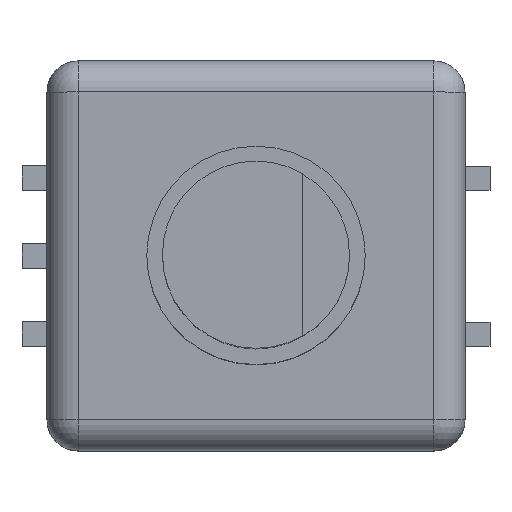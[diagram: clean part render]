
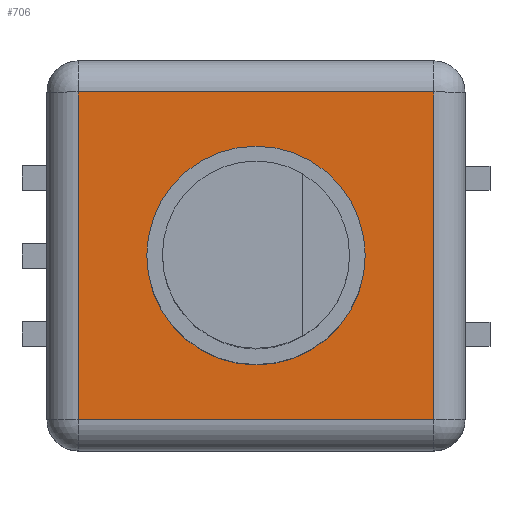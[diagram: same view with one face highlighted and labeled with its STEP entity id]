
A CAD part, top view. The second image highlights one B-rep face of the part: STEP entity #706.
In plain terms, the highlighted planar face has unit normal (0, 0, 1).
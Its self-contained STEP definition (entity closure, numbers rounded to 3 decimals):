
#259 = VERTEX_POINT('',#260);
#260 = CARTESIAN_POINT('',(1.8,2.75,6.5));
#267 = EDGE_CURVE('',#259,#268,#270,.T.);
#268 = VERTEX_POINT('',#269);
#269 = CARTESIAN_POINT('',(13.2,2.75,6.5));
#270 = LINE('',#271,#272);
#271 = CARTESIAN_POINT('',(0.8,2.75,6.5));
#272 = VECTOR('',#273,1.);
#273 = DIRECTION('',(1.,0.,0.));
#706 = ADVANCED_FACE('',(#707,#732),#743,.F.);
#707 = FACE_BOUND('',#708,.F.);
#708 = EDGE_LOOP('',(#709,#710,#718,#726));
#709 = ORIENTED_EDGE('',*,*,#267,.T.);
#710 = ORIENTED_EDGE('',*,*,#711,.T.);
#711 = EDGE_CURVE('',#268,#712,#714,.T.);
#712 = VERTEX_POINT('',#713);
#713 = CARTESIAN_POINT('',(13.2,-7.75,6.5));
#714 = LINE('',#715,#716);
#715 = CARTESIAN_POINT('',(13.2,3.75,6.5));
#716 = VECTOR('',#717,1.);
#717 = DIRECTION('',(0.,-1.,0.));
#718 = ORIENTED_EDGE('',*,*,#719,.T.);
#719 = EDGE_CURVE('',#712,#720,#722,.T.);
#720 = VERTEX_POINT('',#721);
#721 = CARTESIAN_POINT('',(1.8,-7.75,6.5));
#722 = LINE('',#723,#724);
#723 = CARTESIAN_POINT('',(14.2,-7.75,6.5));
#724 = VECTOR('',#725,1.);
#725 = DIRECTION('',(-1.,0.,0.));
#726 = ORIENTED_EDGE('',*,*,#727,.T.);
#727 = EDGE_CURVE('',#720,#259,#728,.T.);
#728 = LINE('',#729,#730);
#729 = CARTESIAN_POINT('',(1.8,-8.75,6.5));
#730 = VECTOR('',#731,1.);
#731 = DIRECTION('',(0.,1.,0.));
#732 = FACE_BOUND('',#733,.F.);
#733 = EDGE_LOOP('',(#734));
#734 = ORIENTED_EDGE('',*,*,#735,.T.);
#735 = EDGE_CURVE('',#736,#736,#738,.T.);
#736 = VERTEX_POINT('',#737);
#737 = CARTESIAN_POINT('',(11.,-2.5,6.5));
#738 = CIRCLE('',#739,3.5);
#739 = AXIS2_PLACEMENT_3D('',#740,#741,#742);
#740 = CARTESIAN_POINT('',(7.5,-2.5,6.5));
#741 = DIRECTION('',(0.,0.,1.));
#742 = DIRECTION('',(1.,0.,0.));
#743 = PLANE('',#744);
#744 = AXIS2_PLACEMENT_3D('',#745,#746,#747);
#745 = CARTESIAN_POINT('',(7.5,-2.5,6.5));
#746 = DIRECTION('',(-0.,-0.,-1.));
#747 = DIRECTION('',(-1.,0.,0.));
